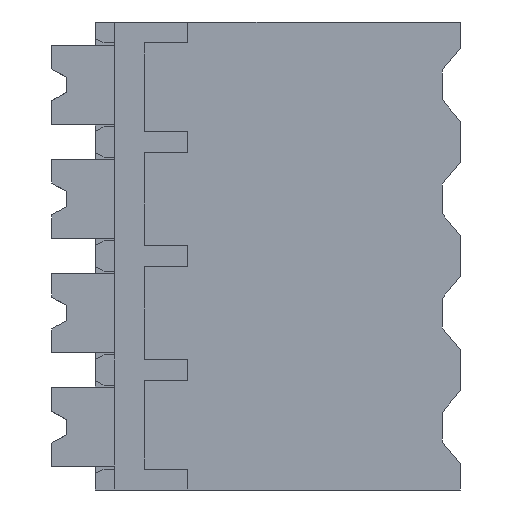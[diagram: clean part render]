
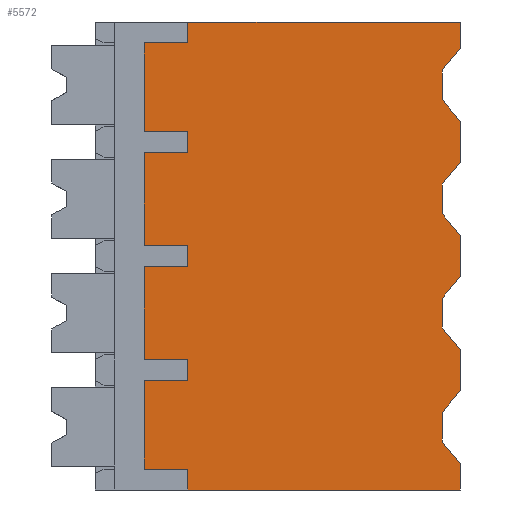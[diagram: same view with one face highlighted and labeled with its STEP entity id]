
A CAD part, left-side view. The second image highlights one B-rep face of the part: STEP entity #5572.
In plain terms, the highlighted planar face has unit normal (-1, 0, 0).
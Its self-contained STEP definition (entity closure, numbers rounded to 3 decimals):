
#50=DIRECTION('',(0.,-1.,0.));
#51=VECTOR('',#50,9.1);
#52=CARTESIAN_POINT('',(0.,9.1,-13.53));
#53=LINE('',#52,#51);
#482=DIRECTION('',(0.,0.,1.));
#483=VECTOR('',#482,0.71);
#484=CARTESIAN_POINT('',(0.,9.1,-9.88));
#485=LINE('',#484,#483);
#486=DIRECTION('',(0.,-1.,0.));
#487=VECTOR('',#486,1.45);
#488=CARTESIAN_POINT('',(0.,10.55,-9.17));
#489=LINE('',#488,#487);
#490=DIRECTION('',(0.,0.,1.));
#491=VECTOR('',#490,3.1);
#492=CARTESIAN_POINT('',(0.,10.55,-9.17));
#493=LINE('',#492,#491);
#494=DIRECTION('',(0.,1.,0.));
#495=VECTOR('',#494,1.45);
#496=CARTESIAN_POINT('',(0.,9.1,-6.07));
#497=LINE('',#496,#495);
#498=DIRECTION('',(0.,0.,1.));
#499=VECTOR('',#498,0.71);
#500=CARTESIAN_POINT('',(0.,9.1,-6.07));
#501=LINE('',#500,#499);
#502=DIRECTION('',(0.,-1.,0.));
#503=VECTOR('',#502,1.45);
#504=CARTESIAN_POINT('',(0.,10.55,-5.36));
#505=LINE('',#504,#503);
#506=DIRECTION('',(0.,0.,1.));
#507=VECTOR('',#506,3.1);
#508=CARTESIAN_POINT('',(0.,10.55,-5.36));
#509=LINE('',#508,#507);
#510=DIRECTION('',(0.,1.,0.));
#511=VECTOR('',#510,1.45);
#512=CARTESIAN_POINT('',(0.,9.1,-2.26));
#513=LINE('',#512,#511);
#514=DIRECTION('',(0.,0.,1.));
#515=VECTOR('',#514,0.71);
#516=CARTESIAN_POINT('',(0.,9.1,-2.26));
#517=LINE('',#516,#515);
#518=DIRECTION('',(0.,-1.,0.));
#519=VECTOR('',#518,1.45);
#520=CARTESIAN_POINT('',(0.,10.55,-1.55));
#521=LINE('',#520,#519);
#522=DIRECTION('',(0.,0.,1.));
#523=VECTOR('',#522,2.95);
#524=CARTESIAN_POINT('',(0.,10.55,-1.55));
#525=LINE('',#524,#523);
#526=DIRECTION('',(0.,1.,0.));
#527=VECTOR('',#526,1.45);
#528=CARTESIAN_POINT('',(0.,9.1,1.4));
#529=LINE('',#528,#527);
#530=DIRECTION('',(0.,0.,1.));
#531=VECTOR('',#530,0.7);
#532=CARTESIAN_POINT('',(0.,9.1,1.4));
#533=LINE('',#532,#531);
#534=DIRECTION('',(0.,-0.643,0.766));
#535=VECTOR('',#534,0.933);
#536=CARTESIAN_POINT('',(0.,0.6,0.5));
#537=LINE('',#536,#535);
#538=DIRECTION('',(0.,0.,1.));
#539=VECTOR('',#538,1.);
#540=CARTESIAN_POINT('',(0.,0.6,-0.5));
#541=LINE('',#540,#539);
#542=DIRECTION('',(0.,0.643,0.766));
#543=VECTOR('',#542,0.933);
#544=CARTESIAN_POINT('',(0.,0.,-1.215));
#545=LINE('',#544,#543);
#546=DIRECTION('',(0.,-0.643,0.766));
#547=VECTOR('',#546,0.933);
#548=CARTESIAN_POINT('',(0.,0.6,-3.31));
#549=LINE('',#548,#547);
#550=DIRECTION('',(0.,0.,1.));
#551=VECTOR('',#550,1.);
#552=CARTESIAN_POINT('',(0.,0.6,-4.31));
#553=LINE('',#552,#551);
#554=DIRECTION('',(0.,0.643,0.766));
#555=VECTOR('',#554,0.933);
#556=CARTESIAN_POINT('',(0.,0.,-5.025));
#557=LINE('',#556,#555);
#558=DIRECTION('',(0.,-0.643,0.766));
#559=VECTOR('',#558,0.933);
#560=CARTESIAN_POINT('',(0.,0.6,-7.12));
#561=LINE('',#560,#559);
#562=DIRECTION('',(0.,0.,1.));
#563=VECTOR('',#562,1.);
#564=CARTESIAN_POINT('',(0.,0.6,-8.12));
#565=LINE('',#564,#563);
#566=DIRECTION('',(0.,0.643,0.766));
#567=VECTOR('',#566,0.933);
#568=CARTESIAN_POINT('',(0.,0.,-8.835));
#569=LINE('',#568,#567);
#570=DIRECTION('',(0.,-0.643,0.766));
#571=VECTOR('',#570,0.933);
#572=CARTESIAN_POINT('',(0.,0.6,-10.93));
#573=LINE('',#572,#571);
#574=DIRECTION('',(0.,0.,1.));
#575=VECTOR('',#574,1.);
#576=CARTESIAN_POINT('',(0.,0.6,-11.93));
#577=LINE('',#576,#575);
#578=DIRECTION('',(0.,0.643,0.766));
#579=VECTOR('',#578,0.933);
#580=CARTESIAN_POINT('',(0.,0.,-12.645));
#581=LINE('',#580,#579);
#582=DIRECTION('',(0.,0.,1.));
#583=VECTOR('',#582,0.7);
#584=CARTESIAN_POINT('',(0.,9.1,-13.53));
#585=LINE('',#584,#583);
#586=DIRECTION('',(0.,-1.,0.));
#587=VECTOR('',#586,1.45);
#588=CARTESIAN_POINT('',(0.,10.55,-12.83));
#589=LINE('',#588,#587);
#590=DIRECTION('',(0.,0.,1.));
#591=VECTOR('',#590,2.95);
#592=CARTESIAN_POINT('',(0.,10.55,-12.83));
#593=LINE('',#592,#591);
#594=DIRECTION('',(0.,1.,0.));
#595=VECTOR('',#594,1.45);
#596=CARTESIAN_POINT('',(0.,9.1,-9.88));
#597=LINE('',#596,#595);
#1292=DIRECTION('',(0.,-1.,0.));
#1293=VECTOR('',#1292,9.1);
#1294=CARTESIAN_POINT('',(0.,9.1,2.1));
#1295=LINE('',#1294,#1293);
#1473=DIRECTION('',(0.,0.,1.));
#1474=VECTOR('',#1473,0.885);
#1475=CARTESIAN_POINT('',(0.,0.,1.215));
#1476=LINE('',#1475,#1474);
#1485=DIRECTION('',(0.,0.,1.));
#1486=VECTOR('',#1485,1.38);
#1487=CARTESIAN_POINT('',(0.,0.,-2.595));
#1488=LINE('',#1487,#1486);
#1505=DIRECTION('',(0.,0.,1.));
#1506=VECTOR('',#1505,1.38);
#1507=CARTESIAN_POINT('',(0.,0.,-6.405));
#1508=LINE('',#1507,#1506);
#1529=DIRECTION('',(0.,0.,1.));
#1530=VECTOR('',#1529,0.885);
#1531=CARTESIAN_POINT('',(0.,0.,-13.53));
#1532=LINE('',#1531,#1530);
#1537=DIRECTION('',(0.,0.,1.));
#1538=VECTOR('',#1537,1.38);
#1539=CARTESIAN_POINT('',(0.,0.,-10.215));
#1540=LINE('',#1539,#1538);
#3889=CARTESIAN_POINT('',(0.,9.1,-13.53));
#3890=VERTEX_POINT('',#3889);
#3891=CARTESIAN_POINT('',(0.,0.,-13.53));
#3892=VERTEX_POINT('',#3891);
#3917=CARTESIAN_POINT('',(0.,9.1,2.1));
#3918=VERTEX_POINT('',#3917);
#3919=CARTESIAN_POINT('',(0.,0.,2.1));
#3920=VERTEX_POINT('',#3919);
#4475=CARTESIAN_POINT('',(0.,9.1,1.4));
#4476=VERTEX_POINT('',#4475);
#4477=CARTESIAN_POINT('',(0.,10.55,1.4));
#4478=VERTEX_POINT('',#4477);
#4483=CARTESIAN_POINT('',(0.,9.1,-12.83));
#4484=VERTEX_POINT('',#4483);
#4485=CARTESIAN_POINT('',(0.,10.55,-12.83));
#4486=VERTEX_POINT('',#4485);
#4647=CARTESIAN_POINT('',(0.,0.,-1.215));
#4648=CARTESIAN_POINT('',(0.,0.6,-0.5));
#4649=VERTEX_POINT('',#4647);
#4650=VERTEX_POINT('',#4648);
#4651=CARTESIAN_POINT('',(0.,0.6,0.5));
#4652=VERTEX_POINT('',#4651);
#4653=CARTESIAN_POINT('',(0.,0.,1.215));
#4654=VERTEX_POINT('',#4653);
#4663=CARTESIAN_POINT('',(0.,0.,-5.025));
#4664=CARTESIAN_POINT('',(0.,0.6,-4.31));
#4665=VERTEX_POINT('',#4663);
#4666=VERTEX_POINT('',#4664);
#4667=CARTESIAN_POINT('',(0.,0.6,-3.31));
#4668=VERTEX_POINT('',#4667);
#4669=CARTESIAN_POINT('',(0.,0.,-2.595));
#4670=VERTEX_POINT('',#4669);
#4679=CARTESIAN_POINT('',(0.,0.,-8.835));
#4680=CARTESIAN_POINT('',(0.,0.6,-8.12));
#4681=VERTEX_POINT('',#4679);
#4682=VERTEX_POINT('',#4680);
#4683=CARTESIAN_POINT('',(0.,0.6,-7.12));
#4684=VERTEX_POINT('',#4683);
#4685=CARTESIAN_POINT('',(0.,0.,-6.405));
#4686=VERTEX_POINT('',#4685);
#4695=CARTESIAN_POINT('',(0.,0.,-12.645));
#4696=CARTESIAN_POINT('',(0.,0.6,-11.93));
#4697=VERTEX_POINT('',#4695);
#4698=VERTEX_POINT('',#4696);
#4699=CARTESIAN_POINT('',(0.,0.6,-10.93));
#4700=VERTEX_POINT('',#4699);
#4701=CARTESIAN_POINT('',(0.,0.,-10.215));
#4702=VERTEX_POINT('',#4701);
#4783=CARTESIAN_POINT('',(0.,9.1,-2.26));
#4784=VERTEX_POINT('',#4783);
#4785=CARTESIAN_POINT('',(0.,9.1,-1.55));
#4786=VERTEX_POINT('',#4785);
#4787=CARTESIAN_POINT('',(0.,10.55,-2.26));
#4788=VERTEX_POINT('',#4787);
#4789=CARTESIAN_POINT('',(0.,10.55,-1.55));
#4790=VERTEX_POINT('',#4789);
#4799=CARTESIAN_POINT('',(0.,9.1,-6.07));
#4800=VERTEX_POINT('',#4799);
#4801=CARTESIAN_POINT('',(0.,9.1,-5.36));
#4802=VERTEX_POINT('',#4801);
#4803=CARTESIAN_POINT('',(0.,10.55,-6.07));
#4804=VERTEX_POINT('',#4803);
#4805=CARTESIAN_POINT('',(0.,10.55,-5.36));
#4806=VERTEX_POINT('',#4805);
#4815=CARTESIAN_POINT('',(0.,9.1,-9.88));
#4816=VERTEX_POINT('',#4815);
#4817=CARTESIAN_POINT('',(0.,9.1,-9.17));
#4818=VERTEX_POINT('',#4817);
#4819=CARTESIAN_POINT('',(0.,10.55,-9.88));
#4820=VERTEX_POINT('',#4819);
#4821=CARTESIAN_POINT('',(0.,10.55,-9.17));
#4822=VERTEX_POINT('',#4821);
#5495=CARTESIAN_POINT('',(0.,9.1,-13.53));
#5496=DIRECTION('',(-1.,0.,0.));
#5497=DIRECTION('',(0.,-1.,0.));
#5498=AXIS2_PLACEMENT_3D('',#5495,#5496,#5497);
#5499=PLANE('',#5498);
#5501=ORIENTED_EDGE('',*,*,#5500,.T.);
#5503=ORIENTED_EDGE('',*,*,#5502,.F.);
#5505=ORIENTED_EDGE('',*,*,#5504,.T.);
#5507=ORIENTED_EDGE('',*,*,#5506,.F.);
#5509=ORIENTED_EDGE('',*,*,#5508,.T.);
#5511=ORIENTED_EDGE('',*,*,#5510,.F.);
#5513=ORIENTED_EDGE('',*,*,#5512,.T.);
#5515=ORIENTED_EDGE('',*,*,#5514,.F.);
#5517=ORIENTED_EDGE('',*,*,#5516,.T.);
#5519=ORIENTED_EDGE('',*,*,#5518,.F.);
#5521=ORIENTED_EDGE('',*,*,#5520,.T.);
#5523=ORIENTED_EDGE('',*,*,#5522,.F.);
#5525=ORIENTED_EDGE('',*,*,#5524,.T.);
#5527=ORIENTED_EDGE('',*,*,#5526,.T.);
#5529=ORIENTED_EDGE('',*,*,#5528,.F.);
#5531=ORIENTED_EDGE('',*,*,#5530,.F.);
#5533=ORIENTED_EDGE('',*,*,#5532,.F.);
#5535=ORIENTED_EDGE('',*,*,#5534,.F.);
#5537=ORIENTED_EDGE('',*,*,#5536,.F.);
#5539=ORIENTED_EDGE('',*,*,#5538,.F.);
#5541=ORIENTED_EDGE('',*,*,#5540,.F.);
#5543=ORIENTED_EDGE('',*,*,#5542,.F.);
#5545=ORIENTED_EDGE('',*,*,#5544,.F.);
#5547=ORIENTED_EDGE('',*,*,#5546,.F.);
#5549=ORIENTED_EDGE('',*,*,#5548,.F.);
#5551=ORIENTED_EDGE('',*,*,#5550,.F.);
#5553=ORIENTED_EDGE('',*,*,#5552,.F.);
#5555=ORIENTED_EDGE('',*,*,#5554,.F.);
#5557=ORIENTED_EDGE('',*,*,#5556,.F.);
#5558=ORIENTED_EDGE('',*,*,#5485,.F.);
#5560=ORIENTED_EDGE('',*,*,#5559,.F.);
#5561=ORIENTED_EDGE('',*,*,#5102,.F.);
#5563=ORIENTED_EDGE('',*,*,#5562,.T.);
#5565=ORIENTED_EDGE('',*,*,#5564,.F.);
#5567=ORIENTED_EDGE('',*,*,#5566,.T.);
#5569=ORIENTED_EDGE('',*,*,#5568,.F.);
#5570=EDGE_LOOP('',(#5501,#5503,#5505,#5507,#5509,#5511,#5513,#5515,#5517,#5519,
#5521,#5523,#5525,#5527,#5529,#5531,#5533,#5535,#5537,#5539,#5541,#5543,#5545,
#5547,#5549,#5551,#5553,#5555,#5557,#5558,#5560,#5561,#5563,#5565,#5567,#5569));
#5571=FACE_OUTER_BOUND('',#5570,.F.);
#5102=EDGE_CURVE('',#3890,#3892,#53,.T.);
#5485=EDGE_CURVE('',#4697,#4698,#581,.T.);
#5500=EDGE_CURVE('',#4816,#4818,#485,.T.);
#5502=EDGE_CURVE('',#4822,#4818,#489,.T.);
#5504=EDGE_CURVE('',#4822,#4804,#493,.T.);
#5506=EDGE_CURVE('',#4800,#4804,#497,.T.);
#5508=EDGE_CURVE('',#4800,#4802,#501,.T.);
#5510=EDGE_CURVE('',#4806,#4802,#505,.T.);
#5512=EDGE_CURVE('',#4806,#4788,#509,.T.);
#5514=EDGE_CURVE('',#4784,#4788,#513,.T.);
#5516=EDGE_CURVE('',#4784,#4786,#517,.T.);
#5518=EDGE_CURVE('',#4790,#4786,#521,.T.);
#5520=EDGE_CURVE('',#4790,#4478,#525,.T.);
#5522=EDGE_CURVE('',#4476,#4478,#529,.T.);
#5524=EDGE_CURVE('',#4476,#3918,#533,.T.);
#5526=EDGE_CURVE('',#3918,#3920,#1295,.T.);
#5528=EDGE_CURVE('',#4654,#3920,#1476,.T.);
#5530=EDGE_CURVE('',#4652,#4654,#537,.T.);
#5532=EDGE_CURVE('',#4650,#4652,#541,.T.);
#5534=EDGE_CURVE('',#4649,#4650,#545,.T.);
#5536=EDGE_CURVE('',#4670,#4649,#1488,.T.);
#5538=EDGE_CURVE('',#4668,#4670,#549,.T.);
#5540=EDGE_CURVE('',#4666,#4668,#553,.T.);
#5542=EDGE_CURVE('',#4665,#4666,#557,.T.);
#5544=EDGE_CURVE('',#4686,#4665,#1508,.T.);
#5546=EDGE_CURVE('',#4684,#4686,#561,.T.);
#5548=EDGE_CURVE('',#4682,#4684,#565,.T.);
#5550=EDGE_CURVE('',#4681,#4682,#569,.T.);
#5552=EDGE_CURVE('',#4702,#4681,#1540,.T.);
#5554=EDGE_CURVE('',#4700,#4702,#573,.T.);
#5556=EDGE_CURVE('',#4698,#4700,#577,.T.);
#5559=EDGE_CURVE('',#3892,#4697,#1532,.T.);
#5562=EDGE_CURVE('',#3890,#4484,#585,.T.);
#5564=EDGE_CURVE('',#4486,#4484,#589,.T.);
#5566=EDGE_CURVE('',#4486,#4820,#593,.T.);
#5568=EDGE_CURVE('',#4816,#4820,#597,.T.);
#5572=ADVANCED_FACE('',(#5571),#5499,.T.);
